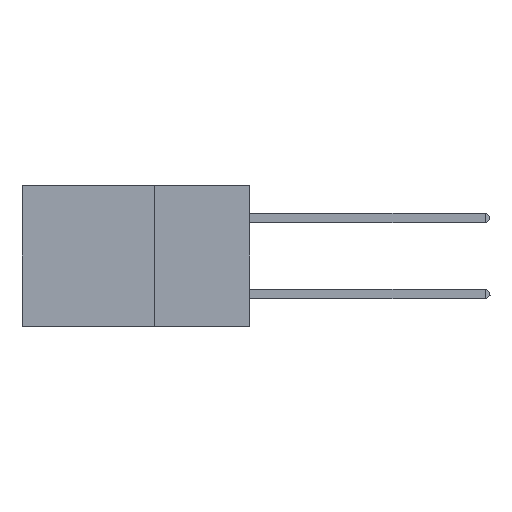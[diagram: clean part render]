
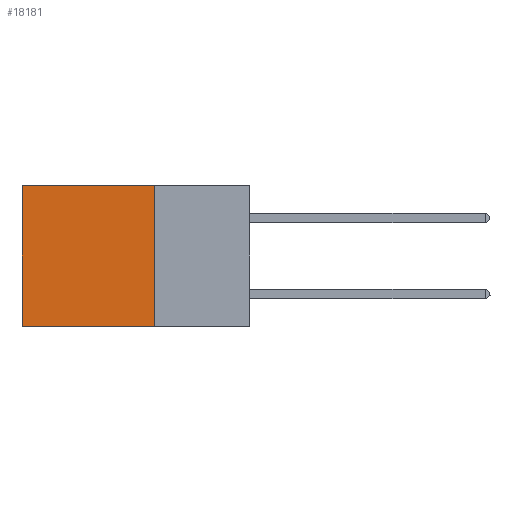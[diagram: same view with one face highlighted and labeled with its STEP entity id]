
A CAD part, left-side view. The second image highlights one B-rep face of the part: STEP entity #18181.
In plain terms, the highlighted planar face has unit normal (-1, 0, 0).
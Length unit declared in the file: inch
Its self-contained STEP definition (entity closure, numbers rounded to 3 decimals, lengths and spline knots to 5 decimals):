
#716 = LINE ( 'NONE', #4484, #33621 ) ;
#851 = EDGE_CURVE ( 'NONE', #26701, #12215, #34296, .T. ) ;
#4484 = CARTESIAN_POINT ( 'NONE',  ( 0.2875, 0.6, 0. ) ) ;
#4869 = EDGE_CURVE ( 'NONE', #26701, #25903, #19447, .T. ) ;
#5628 = VECTOR ( 'NONE', #18434, 39.37008 ) ;
#9971 = CARTESIAN_POINT ( 'NONE',  ( 0.2875, 0.25, 0. ) ) ;
#10002 = CARTESIAN_POINT ( 'NONE',  ( 0.2875, 0.6, 0. ) ) ;
#10047 = CARTESIAN_POINT ( 'NONE',  ( 0.2875, 0.6, -0.37 ) ) ;
#12215 = VERTEX_POINT ( 'NONE', #10002 ) ;
#13268 = DIRECTION ( 'NONE',  ( 0., 0., -1. ) ) ;
#13335 = PLANE ( 'NONE',  #20293 ) ;
#13436 = ORIENTED_EDGE ( 'NONE', *, *, #851, .T. ) ;
#14230 = ORIENTED_EDGE ( 'NONE', *, *, #17627, .F. ) ;
#16520 = CARTESIAN_POINT ( 'NONE',  ( 0.2875, 0.25, -0.37 ) ) ;
#16875 = DIRECTION ( 'NONE',  ( 0., 1., 0. ) ) ;
#17627 = EDGE_CURVE ( 'NONE', #25903, #25316, #25369, .T. ) ;
#18181 = ADVANCED_FACE ( 'NONE', ( #24484 ), #13335, .F. ) ;
#18434 = DIRECTION ( 'NONE',  ( 0., 1., 0. ) ) ;
#19447 = LINE ( 'NONE', #26455, #28279 ) ;
#19483 = VECTOR ( 'NONE', #16875, 39.37008 ) ;
#20293 = AXIS2_PLACEMENT_3D ( 'NONE', #34852, #28003, #25283 ) ;
#24484 = FACE_OUTER_BOUND ( 'NONE', #28263, .T. ) ;
#25283 = DIRECTION ( 'NONE',  ( 0., 0., -1. ) ) ;
#25316 = VERTEX_POINT ( 'NONE', #10047 ) ;
#25369 = LINE ( 'NONE', #16520, #19483 ) ;
#25903 = VERTEX_POINT ( 'NONE', #31185 ) ;
#26011 = ORIENTED_EDGE ( 'NONE', *, *, #27906, .T. ) ;
#26455 = CARTESIAN_POINT ( 'NONE',  ( 0.2875, 0.25, 0. ) ) ;
#26701 = VERTEX_POINT ( 'NONE', #33144 ) ;
#27906 = EDGE_CURVE ( 'NONE', #12215, #25316, #716, .T. ) ;
#28003 = DIRECTION ( 'NONE',  ( 1., 0., 0. ) ) ;
#28263 = EDGE_LOOP ( 'NONE', ( #26011, #14230, #29386, #13436 ) ) ;
#28279 = VECTOR ( 'NONE', #13268, 39.37008 ) ;
#29386 = ORIENTED_EDGE ( 'NONE', *, *, #4869, .F. ) ;
#31185 = CARTESIAN_POINT ( 'NONE',  ( 0.2875, 0.25, -0.37 ) ) ;
#33144 = CARTESIAN_POINT ( 'NONE',  ( 0.2875, 0.25, 0. ) ) ;
#33621 = VECTOR ( 'NONE', #33706, 39.37008 ) ;
#33706 = DIRECTION ( 'NONE',  ( 0., 0., -1. ) ) ;
#34296 = LINE ( 'NONE', #9971, #5628 ) ;
#34852 = CARTESIAN_POINT ( 'NONE',  ( 0.2875, 0.25, 0. ) ) ;
